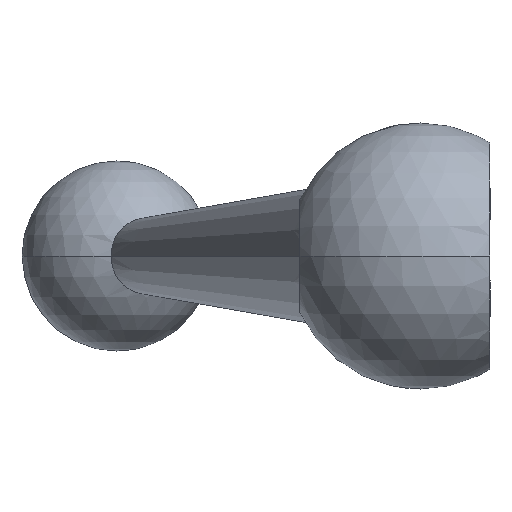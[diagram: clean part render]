
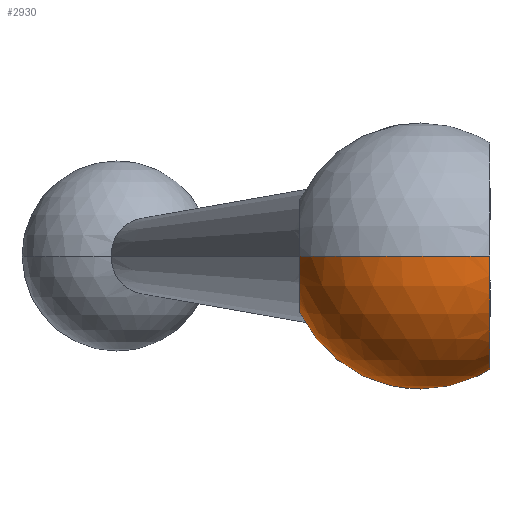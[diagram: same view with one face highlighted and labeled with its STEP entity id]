
A CAD part, left-side view. The second image highlights one B-rep face of the part: STEP entity #2930.
In plain terms, the highlighted spherical face has radius 21 mm.
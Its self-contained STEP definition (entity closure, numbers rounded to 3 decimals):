
#54 = CARTESIAN_POINT ( 'NONE',  ( 20.132, -5.975, 0. ) ) ;
#92 = EDGE_CURVE ( 'NONE', #2871, #3778, #5007, .T. ) ;
#149 = AXIS2_PLACEMENT_3D ( 'NONE', #2513, #4137, #4112 ) ;
#193 = VERTEX_POINT ( 'NONE', #4188 ) ;
#238 = CIRCLE ( 'NONE', #4431, 21. ) ;
#283 = EDGE_CURVE ( 'NONE', #557, #193, #238, .T. ) ;
#301 = DIRECTION ( 'NONE',  ( 0., 0., 1. ) ) ;
#495 = AXIS2_PLACEMENT_3D ( 'NONE', #4960, #568, #592 ) ;
#509 = DIRECTION ( 'NONE',  ( 0.342, -0.94, 0. ) ) ;
#543 = ORIENTED_EDGE ( 'NONE', *, *, #868, .T. ) ;
#557 = VERTEX_POINT ( 'NONE', #4062 ) ;
#568 = DIRECTION ( 'NONE',  ( 0., 0., 1. ) ) ;
#592 = DIRECTION ( 'NONE',  ( 1., 0., 0. ) ) ;
#637 = DIRECTION ( 'NONE',  ( 0., 0., -1. ) ) ;
#796 = ORIENTED_EDGE ( 'NONE', *, *, #5011, .T. ) ;
#868 = EDGE_CURVE ( 'NONE', #3488, #193, #2874, .T. ) ;
#913 = AXIS2_PLACEMENT_3D ( 'NONE', #1134, #5036, #301 ) ;
#992 = CIRCLE ( 'NONE', #2537, 12.5 ) ;
#1134 = CARTESIAN_POINT ( 'NONE',  ( 0., -11., 0. ) ) ;
#1202 = EDGE_CURVE ( 'NONE', #2871, #1334, #992, .T. ) ;
#1215 = CARTESIAN_POINT ( 'NONE',  ( 8.944, 19., 0. ) ) ;
#1226 = CARTESIAN_POINT ( 'NONE',  ( 0., 0., 0. ) ) ;
#1321 = AXIS2_PLACEMENT_3D ( 'NONE', #1226, #3229, #4796 ) ;
#1334 = VERTEX_POINT ( 'NONE', #54 ) ;
#1366 = CARTESIAN_POINT ( 'NONE',  ( 0., 0., 0. ) ) ;
#1438 = CARTESIAN_POINT ( 'NONE',  ( 17.889, -11., 0. ) ) ;
#1491 = CARTESIAN_POINT ( 'NONE',  ( 11.582, 17.518, 0. ) ) ;
#1717 = EDGE_LOOP ( 'NONE', ( #3464, #3034, #2104, #543, #4573, #796, #2944 ) ) ;
#1800 = CARTESIAN_POINT ( 'NONE',  ( 0., 0., 0. ) ) ;
#1818 = CIRCLE ( 'NONE', #4934, 8.944 ) ;
#2104 = ORIENTED_EDGE ( 'NONE', *, *, #3368, .T. ) ;
#2146 = CIRCLE ( 'NONE', #3950, 21. ) ;
#2321 = DIRECTION ( 'NONE',  ( 1., 0., 0. ) ) ;
#2408 = FACE_OUTER_BOUND ( 'NONE', #1717, .T. ) ;
#2513 = CARTESIAN_POINT ( 'NONE',  ( 0., 0., 0. ) ) ;
#2537 = AXIS2_PLACEMENT_3D ( 'NONE', #2825, #2849, #509 ) ;
#2825 = CARTESIAN_POINT ( 'NONE',  ( 15.857, 5.771, 0. ) ) ;
#2849 = DIRECTION ( 'NONE',  ( -0.94, -0.342, 0. ) ) ;
#2871 = VERTEX_POINT ( 'NONE', #1491 ) ;
#2874 = CIRCLE ( 'NONE', #149, 21. ) ;
#2902 = DIRECTION ( 'NONE',  ( 0., 0., -1. ) ) ;
#2930 = ADVANCED_FACE ( 'NONE', ( #2408 ), #4362, .T. ) ;
#2944 = ORIENTED_EDGE ( 'NONE', *, *, #92, .F. ) ;
#2950 = DIRECTION ( 'NONE',  ( 0., -1., 0. ) ) ;
#3034 = ORIENTED_EDGE ( 'NONE', *, *, #5003, .T. ) ;
#3044 = CARTESIAN_POINT ( 'NONE',  ( -17.889, -11., 0. ) ) ;
#3229 = DIRECTION ( 'NONE',  ( 0., 0., -1. ) ) ;
#3368 = EDGE_CURVE ( 'NONE', #4414, #3488, #3695, .T. ) ;
#3386 = CARTESIAN_POINT ( 'NONE',  ( 0., 19., 0. ) ) ;
#3464 = ORIENTED_EDGE ( 'NONE', *, *, #1202, .T. ) ;
#3488 = VERTEX_POINT ( 'NONE', #3044 ) ;
#3695 = CIRCLE ( 'NONE', #913, 17.889 ) ;
#3778 = VERTEX_POINT ( 'NONE', #1215 ) ;
#3950 = AXIS2_PLACEMENT_3D ( 'NONE', #1366, #2902, #4086 ) ;
#4062 = CARTESIAN_POINT ( 'NONE',  ( -8.944, 19., 0. ) ) ;
#4086 = DIRECTION ( 'NONE',  ( 0., 1., 0. ) ) ;
#4112 = DIRECTION ( 'NONE',  ( 0., 1., 0. ) ) ;
#4137 = DIRECTION ( 'NONE',  ( 0., 0., -1. ) ) ;
#4188 = CARTESIAN_POINT ( 'NONE',  ( -19.734, -7.182, 0. ) ) ;
#4362 = SPHERICAL_SURFACE ( 'NONE', #1321, 21. ) ;
#4414 = VERTEX_POINT ( 'NONE', #1438 ) ;
#4431 = AXIS2_PLACEMENT_3D ( 'NONE', #1800, #4679, #2321 ) ;
#4573 = ORIENTED_EDGE ( 'NONE', *, *, #283, .F. ) ;
#4679 = DIRECTION ( 'NONE',  ( 0., 0., 1. ) ) ;
#4796 = DIRECTION ( 'NONE',  ( -0.342, 0.94, 0. ) ) ;
#4934 = AXIS2_PLACEMENT_3D ( 'NONE', #3386, #2950, #637 ) ;
#4960 = CARTESIAN_POINT ( 'NONE',  ( 0., 0., 0. ) ) ;
#5003 = EDGE_CURVE ( 'NONE', #1334, #4414, #2146, .T. ) ;
#5007 = CIRCLE ( 'NONE', #495, 21. ) ;
#5011 = EDGE_CURVE ( 'NONE', #557, #3778, #1818, .T. ) ;
#5036 = DIRECTION ( 'NONE',  ( 0., 1., 0. ) ) ;
